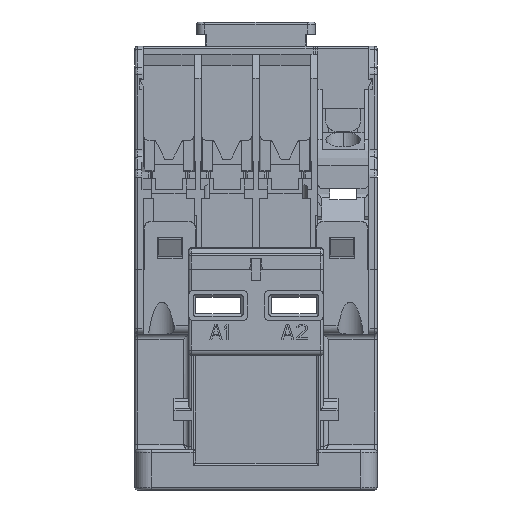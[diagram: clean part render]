
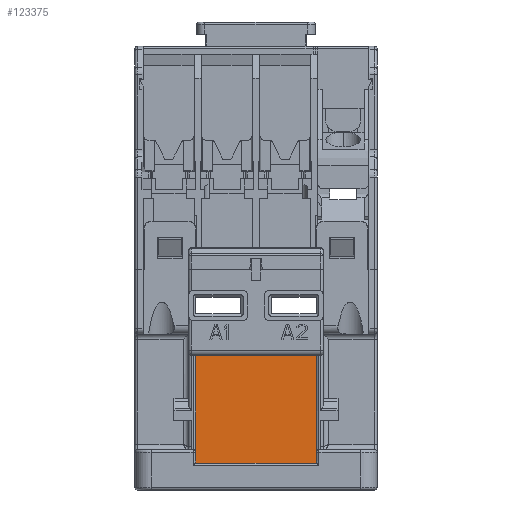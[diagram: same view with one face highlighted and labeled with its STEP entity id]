
A CAD part, front view. The second image highlights one B-rep face of the part: STEP entity #123375.
In plain terms, the highlighted planar face has unit normal (0, -1, 0).
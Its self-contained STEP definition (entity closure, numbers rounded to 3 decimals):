
#51713=DIRECTION('',(-1.,0.,0.));
#51714=VECTOR('',#51713,22.4);
#51715=CARTESIAN_POINT('',(11.2,-27.,25.));
#51716=LINE('',#51715,#51714);
#51720=DIRECTION('',(0.,0.,1.));
#51721=VECTOR('',#51720,20.);
#51722=CARTESIAN_POINT('',(11.2,-27.,5.));
#51723=LINE('',#51722,#51721);
#51727=DIRECTION('',(1.,0.,0.));
#51728=VECTOR('',#51727,22.4);
#51729=CARTESIAN_POINT('',(-11.2,-27.,5.));
#51730=LINE('',#51729,#51728);
#51734=DIRECTION('',(0.,0.,-1.));
#51735=VECTOR('',#51734,20.);
#51736=CARTESIAN_POINT('',(-11.2,-27.,25.));
#51737=LINE('',#51736,#51735);
#54906=CARTESIAN_POINT('',(11.2,-27.,25.));
#54907=CARTESIAN_POINT('',(-11.2,-27.,25.));
#54908=VERTEX_POINT('',#54906);
#54909=VERTEX_POINT('',#54907);
#54910=CARTESIAN_POINT('',(-11.2,-27.,5.));
#54911=VERTEX_POINT('',#54910);
#54912=CARTESIAN_POINT('',(11.2,-27.,5.));
#54913=VERTEX_POINT('',#54912);
#123364=CARTESIAN_POINT('',(0.,-27.,0.));
#123365=DIRECTION('',(0.,-1.,0.));
#123366=DIRECTION('',(1.,0.,0.));
#123367=AXIS2_PLACEMENT_3D('',#123364,#123365,#123366);
#123368=PLANE('',#123367);
#123369=ORIENTED_EDGE('',*,*,#70212,.F.);
#123370=ORIENTED_EDGE('',*,*,#70338,.F.);
#123371=ORIENTED_EDGE('',*,*,#114634,.F.);
#123372=ORIENTED_EDGE('',*,*,#68182,.F.);
#123373=EDGE_LOOP('',(#123369,#123370,#123371,#123372));
#123374=FACE_OUTER_BOUND('',#123373,.F.);
#68182=EDGE_CURVE('',#54909,#54911,#51737,.T.);
#70212=EDGE_CURVE('',#54908,#54909,#51716,.T.);
#70338=EDGE_CURVE('',#54913,#54908,#51723,.T.);
#114634=EDGE_CURVE('',#54911,#54913,#51730,.T.);
#123375=ADVANCED_FACE('',(#123374),#123368,.T.);
